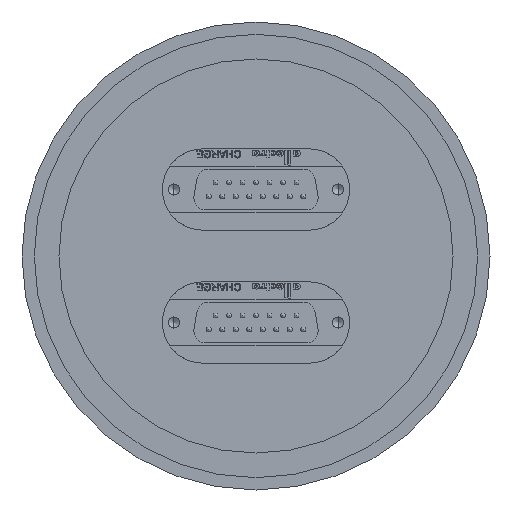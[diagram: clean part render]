
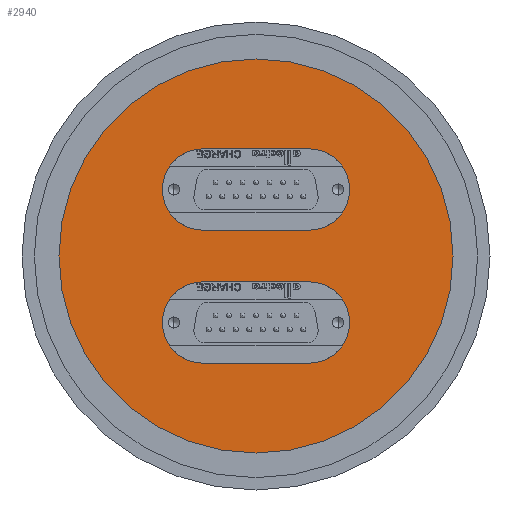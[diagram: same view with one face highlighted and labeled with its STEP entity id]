
A CAD part, front view. The second image highlights one B-rep face of the part: STEP entity #2940.
In plain terms, the highlighted planar face has unit normal (0, -1, 0).
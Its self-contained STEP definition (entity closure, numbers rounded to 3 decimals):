
#74 = EDGE_CURVE ( 'NONE', #1969, #3263, #2009, .T. ) ;
#102 = AXIS2_PLACEMENT_3D ( 'NONE', #7401, #1112, #4708 ) ;
#375 = AXIS2_PLACEMENT_3D ( 'NONE', #9124, #4613, #9288 ) ;
#672 = VERTEX_POINT ( 'NONE', #679 ) ;
#679 = CARTESIAN_POINT ( 'NONE',  ( 0., -12., 40. ) ) ;
#872 = CARTESIAN_POINT ( 'NONE',  ( 0., -12., 0. ) ) ;
#876 = DIRECTION ( 'NONE',  ( 0., 0., 1. ) ) ;
#881 = ORIENTED_EDGE ( 'NONE', *, *, #2624, .T. ) ;
#901 = AXIS2_PLACEMENT_3D ( 'NONE', #4062, #11100, #6819 ) ;
#1112 = DIRECTION ( 'NONE',  ( 0., 1., 0. ) ) ;
#1238 = CIRCLE ( 'NONE', #1827, 40. ) ;
#1827 = AXIS2_PLACEMENT_3D ( 'NONE', #872, #5396, #9848 ) ;
#1869 = CARTESIAN_POINT ( 'NONE',  ( 10.75, -12., -5.25 ) ) ;
#1969 = VERTEX_POINT ( 'NONE', #2518 ) ;
#2009 = CIRCLE ( 'NONE', #901, 8.25 ) ;
#2037 = VECTOR ( 'NONE', #8511, 1000. ) ;
#2154 = EDGE_CURVE ( 'NONE', #672, #8497, #1238, .T. ) ;
#2411 = DIRECTION ( 'NONE',  ( 0., 0., -1. ) ) ;
#2477 = PLANE ( 'NONE',  #4961 ) ;
#2518 = CARTESIAN_POINT ( 'NONE',  ( -10.75, -12., -5.25 ) ) ;
#2624 = EDGE_CURVE ( 'NONE', #8497, #672, #9887, .T. ) ;
#2651 = EDGE_LOOP ( 'NONE', ( #9867, #7183, #4099, #10347 ) ) ;
#2686 = VECTOR ( 'NONE', #9810, 1000. ) ;
#2875 = EDGE_CURVE ( 'NONE', #9694, #10766, #11330, .T. ) ;
#2940 = ADVANCED_FACE ( 'NONE', ( #8753, #7688, #9442 ), #2477, .T. ) ;
#3249 = CARTESIAN_POINT ( 'NONE',  ( -10.75, -12., 21.75 ) ) ;
#3263 = VERTEX_POINT ( 'NONE', #11080 ) ;
#3324 = VERTEX_POINT ( 'NONE', #4808 ) ;
#3371 = DIRECTION ( 'NONE',  ( 0., -1., 0. ) ) ;
#3782 = VECTOR ( 'NONE', #9725, 1000. ) ;
#4062 = CARTESIAN_POINT ( 'NONE',  ( -10.75, -12., -13.5 ) ) ;
#4099 = ORIENTED_EDGE ( 'NONE', *, *, #6543, .F. ) ;
#4180 = LINE ( 'NONE', #6868, #2037 ) ;
#4328 = EDGE_CURVE ( 'NONE', #10766, #8784, #10634, .T. ) ;
#4374 = AXIS2_PLACEMENT_3D ( 'NONE', #6281, #5452, #876 ) ;
#4380 = CARTESIAN_POINT ( 'NONE',  ( 10.75, -12., 21.75 ) ) ;
#4498 = VERTEX_POINT ( 'NONE', #10307 ) ;
#4613 = DIRECTION ( 'NONE',  ( 0., -1., 0. ) ) ;
#4701 = VECTOR ( 'NONE', #5545, 1000. ) ;
#4708 = DIRECTION ( 'NONE',  ( 0., 0., 1. ) ) ;
#4808 = CARTESIAN_POINT ( 'NONE',  ( 10.75, -12., -21.75 ) ) ;
#4961 = AXIS2_PLACEMENT_3D ( 'NONE', #11209, #11387, #2411 ) ;
#4982 = EDGE_CURVE ( 'NONE', #3263, #3324, #7149, .T. ) ;
#5396 = DIRECTION ( 'NONE',  ( 0., -1., 0. ) ) ;
#5452 = DIRECTION ( 'NONE',  ( 0., 1., 0. ) ) ;
#5545 = DIRECTION ( 'NONE',  ( -1., 0., 0. ) ) ;
#6124 = DIRECTION ( 'NONE',  ( 0., 0., -1. ) ) ;
#6127 = CARTESIAN_POINT ( 'NONE',  ( -10.75, -12., 5.25 ) ) ;
#6207 = CARTESIAN_POINT ( 'NONE',  ( -10.75, -12., -21.75 ) ) ;
#6256 = ORIENTED_EDGE ( 'NONE', *, *, #4328, .T. ) ;
#6281 = CARTESIAN_POINT ( 'NONE',  ( 10.75, -12., 13.5 ) ) ;
#6338 = ORIENTED_EDGE ( 'NONE', *, *, #2875, .T. ) ;
#6543 = EDGE_CURVE ( 'NONE', #7016, #1969, #4180, .T. ) ;
#6819 = DIRECTION ( 'NONE',  ( 0., 0., -1. ) ) ;
#6868 = CARTESIAN_POINT ( 'NONE',  ( -10.75, -12., -5.25 ) ) ;
#7016 = VERTEX_POINT ( 'NONE', #1869 ) ;
#7149 = LINE ( 'NONE', #6207, #3782 ) ;
#7150 = CIRCLE ( 'NONE', #375, 8.25 ) ;
#7183 = ORIENTED_EDGE ( 'NONE', *, *, #74, .F. ) ;
#7401 = CARTESIAN_POINT ( 'NONE',  ( -10.75, -12., 13.5 ) ) ;
#7688 = FACE_BOUND ( 'NONE', #10097, .T. ) ;
#7830 = ORIENTED_EDGE ( 'NONE', *, *, #10531, .T. ) ;
#7928 = EDGE_LOOP ( 'NONE', ( #881, #10807 ) ) ;
#8185 = LINE ( 'NONE', #10103, #4701 ) ;
#8416 = EDGE_CURVE ( 'NONE', #4498, #9694, #8185, .T. ) ;
#8470 = EDGE_CURVE ( 'NONE', #3324, #7016, #7150, .T. ) ;
#8497 = VERTEX_POINT ( 'NONE', #9179 ) ;
#8511 = DIRECTION ( 'NONE',  ( -1., 0., 0. ) ) ;
#8753 = FACE_OUTER_BOUND ( 'NONE', #7928, .T. ) ;
#8784 = VERTEX_POINT ( 'NONE', #4380 ) ;
#9099 = CARTESIAN_POINT ( 'NONE',  ( -10.75, -12., 21.75 ) ) ;
#9124 = CARTESIAN_POINT ( 'NONE',  ( 10.75, -12., -13.5 ) ) ;
#9179 = CARTESIAN_POINT ( 'NONE',  ( 0., -12., -40. ) ) ;
#9288 = DIRECTION ( 'NONE',  ( 0., 0., -1. ) ) ;
#9442 = FACE_BOUND ( 'NONE', #2651, .T. ) ;
#9694 = VERTEX_POINT ( 'NONE', #6127 ) ;
#9725 = DIRECTION ( 'NONE',  ( 1., 0., 0. ) ) ;
#9798 = CIRCLE ( 'NONE', #4374, 8.25 ) ;
#9810 = DIRECTION ( 'NONE',  ( 1., 0., 0. ) ) ;
#9848 = DIRECTION ( 'NONE',  ( 0., 0., -1. ) ) ;
#9867 = ORIENTED_EDGE ( 'NONE', *, *, #4982, .F. ) ;
#9887 = CIRCLE ( 'NONE', #10827, 40. ) ;
#10097 = EDGE_LOOP ( 'NONE', ( #6338, #6256, #7830, #10450 ) ) ;
#10103 = CARTESIAN_POINT ( 'NONE',  ( -10.75, -12., 5.25 ) ) ;
#10307 = CARTESIAN_POINT ( 'NONE',  ( 10.75, -12., 5.25 ) ) ;
#10347 = ORIENTED_EDGE ( 'NONE', *, *, #8470, .F. ) ;
#10450 = ORIENTED_EDGE ( 'NONE', *, *, #8416, .T. ) ;
#10518 = CARTESIAN_POINT ( 'NONE',  ( 0., -12., 0. ) ) ;
#10531 = EDGE_CURVE ( 'NONE', #8784, #4498, #9798, .T. ) ;
#10634 = LINE ( 'NONE', #9099, #2686 ) ;
#10766 = VERTEX_POINT ( 'NONE', #3249 ) ;
#10807 = ORIENTED_EDGE ( 'NONE', *, *, #2154, .T. ) ;
#10827 = AXIS2_PLACEMENT_3D ( 'NONE', #10518, #3371, #6124 ) ;
#11080 = CARTESIAN_POINT ( 'NONE',  ( -10.75, -12., -21.75 ) ) ;
#11100 = DIRECTION ( 'NONE',  ( 0., -1., 0. ) ) ;
#11209 = CARTESIAN_POINT ( 'NONE',  ( 0., -12., -40. ) ) ;
#11330 = CIRCLE ( 'NONE', #102, 8.25 ) ;
#11387 = DIRECTION ( 'NONE',  ( 0., -1., 0. ) ) ;
